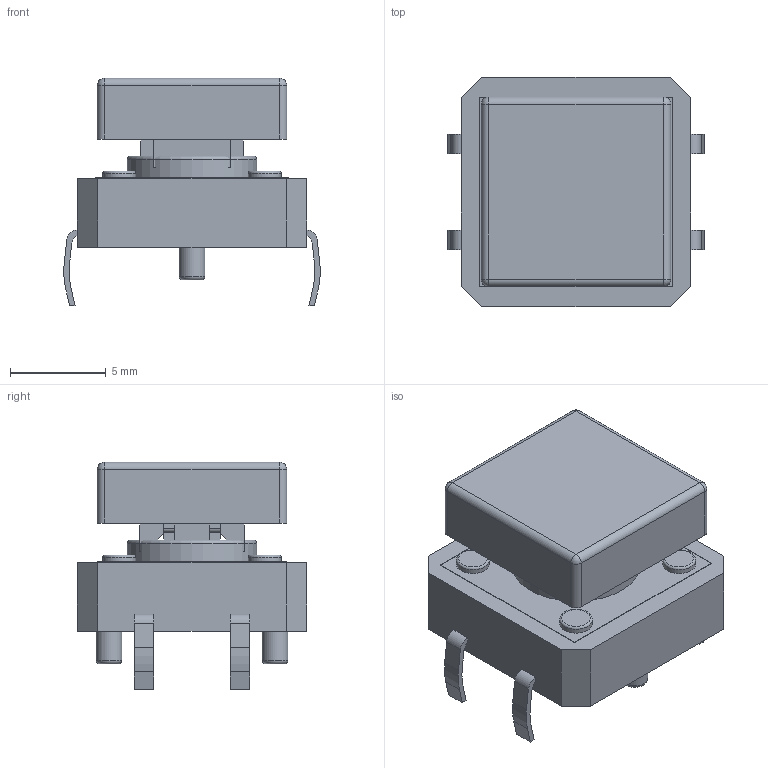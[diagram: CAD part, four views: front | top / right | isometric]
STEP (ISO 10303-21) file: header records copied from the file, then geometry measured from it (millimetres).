
FILE_DESCRIPTION(/* description */ ('Unknown'),/* implementation_level */ '2;1');
FILE_NAME(/* name */ '12mmx12mm With Yellow cap',/* time_stamp */ '2018-10-30T00:02:36-04:00',/* author */ ('Unknown'),/* organization */ ('Unknown'),/* preprocessor_version */ 'ST-DEVELOPER v16.7',/* originating_system */ 'DEX',/* authorisation */ $);
FILE_SCHEMA (('AUTOMOTIVE_DESIGN {1 0 10303 214 3 1 1}'));
Length unit declared in the file: millimetre
Products named in the file (3): 12mmx12mm With cap; Tactal Switch - THRU(12mmx12mmx__mm)-Square Yellow; 12mm Cap
Assembly tree (2 placements, depth 2):
  12mmx12mm With cap
    Tactal Switch - THRU(12mmx12mmx__mm)-Square Yellow
    12mm Cap
Bounding box: 13.42 x 12.01 x 11.89 mm (x, y, z)
Volume: 773.9 mm3; surface area: 1176.6 mm2
Topology: 2 solids, 22 shells, 343 faces, 829 edges, 542 vertices
Faces by surface type: plane 249, cylinder 44, bspline 39, torus 7, sphere 4
Full cylindrical faces by diameter (mm): 1.346 x2, 1.727 x4, 2.057 x1, 6.756 x1
Entity records: 13159 total; most frequent: CARTESIAN_POINT 3841, ORIENTED_EDGE 1606, DIRECTION 1240, EDGE_CURVE 803, VERTEX_POINT 539, LINE 452, VECTOR 452, AXIS2_PLACEMENT_3D 394
